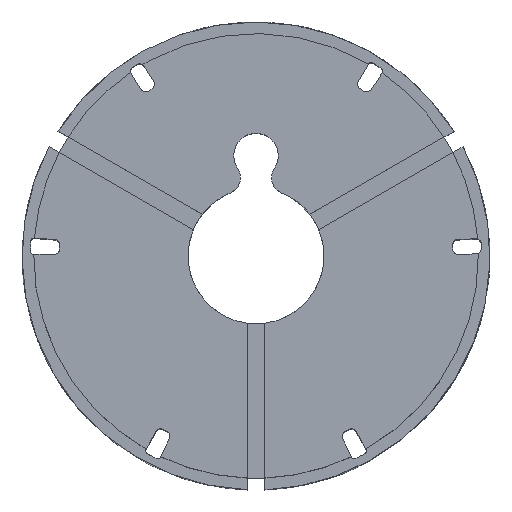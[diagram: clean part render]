
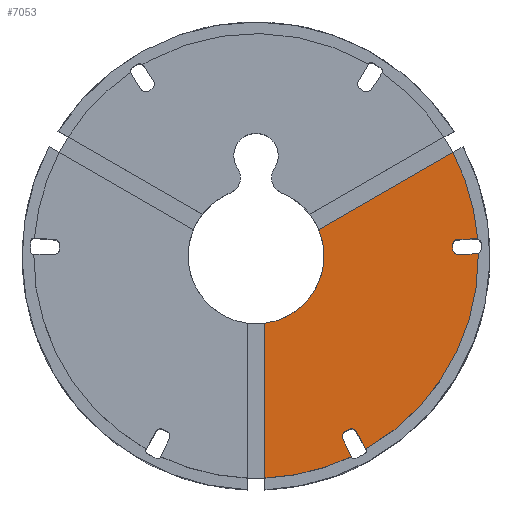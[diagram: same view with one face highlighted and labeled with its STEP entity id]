
A CAD part, top view. The second image highlights one B-rep face of the part: STEP entity #7053.
In plain terms, the highlighted planar face has unit normal (0, 0, 1).
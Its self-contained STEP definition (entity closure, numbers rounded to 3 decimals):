
#541=CARTESIAN_POINT('Axis2P3D Location',(0.,0.,20.)) ;
#545=CARTESIAN_POINT('Vertex',(19.726,-34.683,20.)) ;
#547=CARTESIAN_POINT('Vertex',(39.897,0.466,20.)) ;
#6438=CARTESIAN_POINT('Vertex',(39.786,3.013,20.)) ;
#6441=CARTESIAN_POINT('Axis2P3D Location',(39.447,2.073,20.)) ;
#6445=CARTESIAN_POINT('Vertex',(39.404,3.072,20.)) ;
#6467=CARTESIAN_POINT('Line Origine',(37.805,3.002,20.)) ;
#6471=CARTESIAN_POINT('Vertex',(36.207,2.932,20.)) ;
#6491=CARTESIAN_POINT('Axis2P3D Location',(36.25,1.933,20.)) ;
#6495=CARTESIAN_POINT('Vertex',(35.251,1.889,20.)) ;
#6515=CARTESIAN_POINT('Line Origine',(35.266,1.54,20.)) ;
#6519=CARTESIAN_POINT('Vertex',(35.282,1.19,20.)) ;
#6539=CARTESIAN_POINT('Axis2P3D Location',(36.281,1.234,20.)) ;
#6543=CARTESIAN_POINT('Vertex',(36.324,0.235,20.)) ;
#6563=CARTESIAN_POINT('Line Origine',(37.923,0.304,20.)) ;
#6567=CARTESIAN_POINT('Vertex',(39.521,0.374,20.)) ;
#6587=CARTESIAN_POINT('Axis2P3D Location',(39.478,1.373,20.)) ;
#6610=CARTESIAN_POINT('Vertex',(17.959,-31.575,20.)) ;
#6613=CARTESIAN_POINT('Line Origine',(18.843,-33.129,20.)) ;
#6631=CARTESIAN_POINT('Axis2P3D Location',(17.072,-32.037,20.)) ;
#6635=CARTESIAN_POINT('Vertex',(16.61,-31.15,20.)) ;
#6659=CARTESIAN_POINT('Vertex',(15.99,-31.473,20.)) ;
#6662=CARTESIAN_POINT('Line Origine',(16.3,-31.311,20.)) ;
#6679=CARTESIAN_POINT('Axis2P3D Location',(16.451,-32.36,20.)) ;
#6683=CARTESIAN_POINT('Vertex',(15.564,-32.822,20.)) ;
#6707=CARTESIAN_POINT('Vertex',(17.096,-36.052,20.)) ;
#6710=CARTESIAN_POINT('Line Origine',(16.33,-34.437,20.)) ;
#6834=CARTESIAN_POINT('Axis2P3D Location',(0.,0.,20.)) ;
#6838=CARTESIAN_POINT('Vertex',(1.6,-39.868,20.)) ;
#6925=CARTESIAN_POINT('Line Origine',(1.6,-25.981,20.)) ;
#6929=CARTESIAN_POINT('Vertex',(1.6,-12.095,20.)) ;
#6944=CARTESIAN_POINT('Axis2P3D Location',(0.,39.9,20.)) ;
#7014=CARTESIAN_POINT('Axis2P3D Location',(0.,0.,20.)) ;
#7018=CARTESIAN_POINT('Vertex',(11.274,4.662,20.)) ;
#7021=CARTESIAN_POINT('Axis2P3D Location',(0.,0.,20.)) ;
#7025=CARTESIAN_POINT('Vertex',(35.327,18.548,20.)) ;
#7028=CARTESIAN_POINT('Line Origine',(23.3,11.605,20.)) ;
#542=DIRECTION('Axis2P3D Direction',(0.,0.,1.)) ;
#6442=DIRECTION('Axis2P3D Direction',(0.,0.,-1.)) ;
#6468=DIRECTION('Vector Direction',(-0.999,-0.044,0.)) ;
#6492=DIRECTION('Axis2P3D Direction',(0.,0.,-1.)) ;
#6516=DIRECTION('Vector Direction',(0.044,-0.999,0.)) ;
#6540=DIRECTION('Axis2P3D Direction',(0.,0.,-1.)) ;
#6564=DIRECTION('Vector Direction',(0.999,0.044,0.)) ;
#6588=DIRECTION('Axis2P3D Direction',(0.,0.,-1.)) ;
#6614=DIRECTION('Vector Direction',(-0.494,0.869,0.)) ;
#6632=DIRECTION('Axis2P3D Direction',(0.,0.,-1.)) ;
#6663=DIRECTION('Vector Direction',(0.887,0.462,0.)) ;
#6680=DIRECTION('Axis2P3D Direction',(0.,0.,-1.)) ;
#6711=DIRECTION('Vector Direction',(-0.428,0.904,0.)) ;
#6835=DIRECTION('Axis2P3D Direction',(0.,0.,1.)) ;
#6926=DIRECTION('Vector Direction',(0.,1.,0.)) ;
#6945=DIRECTION('Axis2P3D Direction',(0.,0.,1.)) ;
#6946=DIRECTION('Axis2P3D XDirection',(1.,0.,0.)) ;
#7015=DIRECTION('Axis2P3D Direction',(0.,0.,1.)) ;
#7022=DIRECTION('Axis2P3D Direction',(0.,0.,1.)) ;
#7029=DIRECTION('Vector Direction',(-0.866,-0.5,0.)) ;
#543=AXIS2_PLACEMENT_3D('Circle Axis2P3D',#541,#542,$) ;
#6443=AXIS2_PLACEMENT_3D('Circle Axis2P3D',#6441,#6442,$) ;
#6493=AXIS2_PLACEMENT_3D('Circle Axis2P3D',#6491,#6492,$) ;
#6541=AXIS2_PLACEMENT_3D('Circle Axis2P3D',#6539,#6540,$) ;
#6589=AXIS2_PLACEMENT_3D('Circle Axis2P3D',#6587,#6588,$) ;
#6633=AXIS2_PLACEMENT_3D('Circle Axis2P3D',#6631,#6632,$) ;
#6681=AXIS2_PLACEMENT_3D('Circle Axis2P3D',#6679,#6680,$) ;
#6836=AXIS2_PLACEMENT_3D('Circle Axis2P3D',#6834,#6835,$) ;
#6947=AXIS2_PLACEMENT_3D('Plane Axis2P3D',#6944,#6945,#6946) ;
#7016=AXIS2_PLACEMENT_3D('Circle Axis2P3D',#7014,#7015,$) ;
#7023=AXIS2_PLACEMENT_3D('Circle Axis2P3D',#7021,#7022,$) ;
#7034=ORIENTED_EDGE('',*,*,#7020,.F.) ;
#7035=ORIENTED_EDGE('',*,*,#6931,.F.) ;
#7036=ORIENTED_EDGE('',*,*,#6840,.T.) ;
#7037=ORIENTED_EDGE('',*,*,#6714,.F.) ;
#7038=ORIENTED_EDGE('',*,*,#6685,.F.) ;
#7039=ORIENTED_EDGE('',*,*,#6666,.F.) ;
#7040=ORIENTED_EDGE('',*,*,#6637,.F.) ;
#7041=ORIENTED_EDGE('',*,*,#6617,.F.) ;
#7042=ORIENTED_EDGE('',*,*,#549,.T.) ;
#7043=ORIENTED_EDGE('',*,*,#6591,.F.) ;
#7044=ORIENTED_EDGE('',*,*,#6569,.F.) ;
#7045=ORIENTED_EDGE('',*,*,#6545,.F.) ;
#7046=ORIENTED_EDGE('',*,*,#6521,.F.) ;
#7047=ORIENTED_EDGE('',*,*,#6497,.F.) ;
#7048=ORIENTED_EDGE('',*,*,#6473,.F.) ;
#7049=ORIENTED_EDGE('',*,*,#6447,.F.) ;
#7050=ORIENTED_EDGE('',*,*,#7027,.F.) ;
#7051=ORIENTED_EDGE('',*,*,#7032,.F.) ;
#6469=VECTOR('Line Direction',#6468,1.) ;
#6517=VECTOR('Line Direction',#6516,1.) ;
#6565=VECTOR('Line Direction',#6564,1.) ;
#6615=VECTOR('Line Direction',#6614,1.) ;
#6664=VECTOR('Line Direction',#6663,1.) ;
#6712=VECTOR('Line Direction',#6711,1.) ;
#6927=VECTOR('Line Direction',#6926,1.) ;
#7030=VECTOR('Line Direction',#7029,1.) ;
#7053=ADVANCED_FACE('Corps principal',(#7052),#6948,.T.) ;
#544=CIRCLE('generated circle',#543,39.9) ;
#6444=CIRCLE('generated circle',#6443,1.) ;
#6494=CIRCLE('generated circle',#6493,1.) ;
#6542=CIRCLE('generated circle',#6541,1.) ;
#6590=CIRCLE('generated circle',#6589,1.) ;
#6634=CIRCLE('generated circle',#6633,1.) ;
#6682=CIRCLE('generated circle',#6681,1.) ;
#6837=CIRCLE('generated circle',#6836,39.9) ;
#7017=CIRCLE('generated circle',#7016,12.2) ;
#7024=CIRCLE('generated circle',#7023,39.9) ;
#549=EDGE_CURVE('',#546,#548,#544,.T.) ;
#6447=EDGE_CURVE('',#6439,#6446,#6444,.F.) ;
#6473=EDGE_CURVE('',#6446,#6472,#6470,.T.) ;
#6497=EDGE_CURVE('',#6472,#6496,#6494,.F.) ;
#6521=EDGE_CURVE('',#6496,#6520,#6518,.T.) ;
#6545=EDGE_CURVE('',#6520,#6544,#6542,.F.) ;
#6569=EDGE_CURVE('',#6544,#6568,#6566,.T.) ;
#6591=EDGE_CURVE('',#6568,#548,#6590,.F.) ;
#6617=EDGE_CURVE('',#546,#6611,#6616,.T.) ;
#6637=EDGE_CURVE('',#6611,#6636,#6634,.F.) ;
#6666=EDGE_CURVE('',#6636,#6660,#6665,.F.) ;
#6685=EDGE_CURVE('',#6660,#6684,#6682,.F.) ;
#6714=EDGE_CURVE('',#6684,#6708,#6713,.F.) ;
#6840=EDGE_CURVE('',#6839,#6708,#6837,.T.) ;
#6931=EDGE_CURVE('',#6839,#6930,#6928,.T.) ;
#7020=EDGE_CURVE('',#6930,#7019,#7017,.T.) ;
#7027=EDGE_CURVE('',#7026,#6439,#7024,.F.) ;
#7032=EDGE_CURVE('',#7019,#7026,#7031,.F.) ;
#7033=EDGE_LOOP('',(#7034,#7035,#7036,#7037,#7038,#7039,#7040,#7041,#7042,#7043,#7044,#7045,#7046,#7047,#7048,#7049,#7050,#7051)) ;
#7052=FACE_OUTER_BOUND('',#7033,.T.) ;
#6470=LINE('Line',#6467,#6469) ;
#6518=LINE('Line',#6515,#6517) ;
#6566=LINE('Line',#6563,#6565) ;
#6616=LINE('Line',#6613,#6615) ;
#6665=LINE('Line',#6662,#6664) ;
#6713=LINE('Line',#6710,#6712) ;
#6928=LINE('Line',#6925,#6927) ;
#7031=LINE('Line',#7028,#7030) ;
#6948=PLANE('Plane',#6947) ;
#546=VERTEX_POINT('',#545) ;
#548=VERTEX_POINT('',#547) ;
#6439=VERTEX_POINT('',#6438) ;
#6446=VERTEX_POINT('',#6445) ;
#6472=VERTEX_POINT('',#6471) ;
#6496=VERTEX_POINT('',#6495) ;
#6520=VERTEX_POINT('',#6519) ;
#6544=VERTEX_POINT('',#6543) ;
#6568=VERTEX_POINT('',#6567) ;
#6611=VERTEX_POINT('',#6610) ;
#6636=VERTEX_POINT('',#6635) ;
#6660=VERTEX_POINT('',#6659) ;
#6684=VERTEX_POINT('',#6683) ;
#6708=VERTEX_POINT('',#6707) ;
#6839=VERTEX_POINT('',#6838) ;
#6930=VERTEX_POINT('',#6929) ;
#7019=VERTEX_POINT('',#7018) ;
#7026=VERTEX_POINT('',#7025) ;
